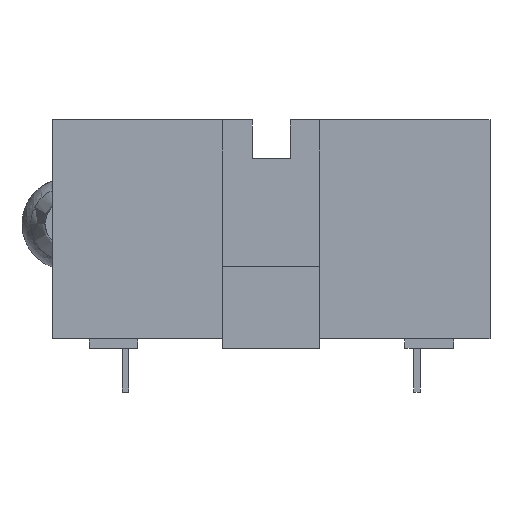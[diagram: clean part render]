
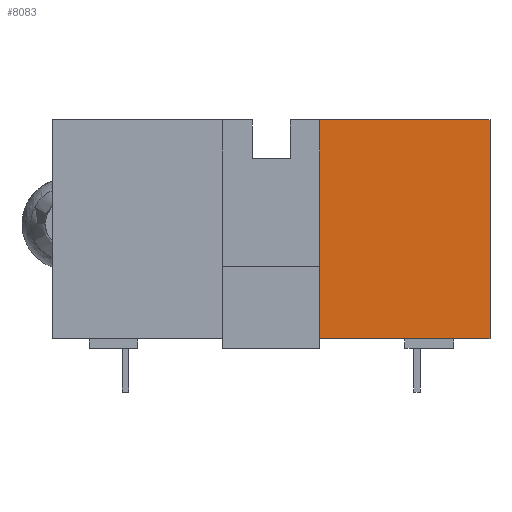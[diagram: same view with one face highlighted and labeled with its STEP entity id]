
A CAD part, front view. The second image highlights one B-rep face of the part: STEP entity #8083.
In plain terms, the highlighted planar face has unit normal (0, -1, 0).
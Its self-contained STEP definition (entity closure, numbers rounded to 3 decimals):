
#490=FACE_OUTER_BOUND($,#977,.T.);
#977=EDGE_LOOP($,(#6501,#6502,#6503,#6504,#6505));
#1800=LINE($,#12517,#2874);
#1825=LINE($,#12574,#2899);
#1836=LINE($,#12593,#2910);
#1837=LINE($,#12595,#2911);
#1838=LINE($,#12596,#2912);
#2874=VECTOR($,#10182,8.89);
#2899=VECTOR($,#10225,3.8);
#2910=VECTOR($,#10248,7.64);
#2911=VECTOR($,#10249,8.89);
#2912=VECTOR($,#10250,11.44);
#3741=VERTEX_POINT($,#12514);
#3742=VERTEX_POINT($,#12516);
#3764=VERTEX_POINT($,#12572);
#3765=VERTEX_POINT($,#12573);
#3768=VERTEX_POINT($,#12594);
#4676=EDGE_CURVE($,#3741,#3742,#1800,.T.);
#4703=EDGE_CURVE($,#3764,#3765,#1825,.T.);
#4714=EDGE_CURVE($,#3741,#3764,#1836,.T.);
#4715=EDGE_CURVE($,#3768,#3765,#1837,.T.);
#4716=EDGE_CURVE($,#3768,#3742,#1838,.T.);
#6501=ORIENTED_EDGE($,*,*,#4714,.T.);
#6502=ORIENTED_EDGE($,*,*,#4703,.T.);
#6503=ORIENTED_EDGE($,*,*,#4715,.F.);
#6504=ORIENTED_EDGE($,*,*,#4716,.T.);
#6505=ORIENTED_EDGE($,*,*,#4676,.F.);
#7607=PLANE($,#8688);
#8083=ADVANCED_FACE($,(#490),#7607,.T.);
#8688=AXIS2_PLACEMENT_3D($,#12592,#10246,#10247);
#10182=DIRECTION($,(1.,0.,0.));
#10225=DIRECTION($,(0.,0.,-1.));
#10246=DIRECTION('center_axis',(0.,-1.,0.));
#10247=DIRECTION('ref_axis',(1.,0.,0.));
#10248=DIRECTION($,(0.,0.,-1.));
#10249=DIRECTION($,(-1.,0.,0.));
#10250=DIRECTION($,(0.,0.,1.));
#12514=CARTESIAN_POINT('',(2.54,-21.265,11.94));
#12516=CARTESIAN_POINT('',(11.43,-21.265,11.94));
#12517=CARTESIAN_POINT($,(11.43,-21.265,11.94));
#12572=CARTESIAN_POINT('',(2.54,-21.265,4.3));
#12573=CARTESIAN_POINT('',(2.54,-21.265,0.5));
#12574=CARTESIAN_POINT($,(2.54,-21.265,1.325));
#12592=CARTESIAN_POINT('Origin',(-11.43,-21.265,0.5));
#12593=CARTESIAN_POINT($,(2.54,-21.265,1.325));
#12594=CARTESIAN_POINT('',(11.43,-21.265,0.5));
#12595=CARTESIAN_POINT($,(11.43,-21.265,0.5));
#12596=CARTESIAN_POINT($,(11.43,-21.265,0.5));
